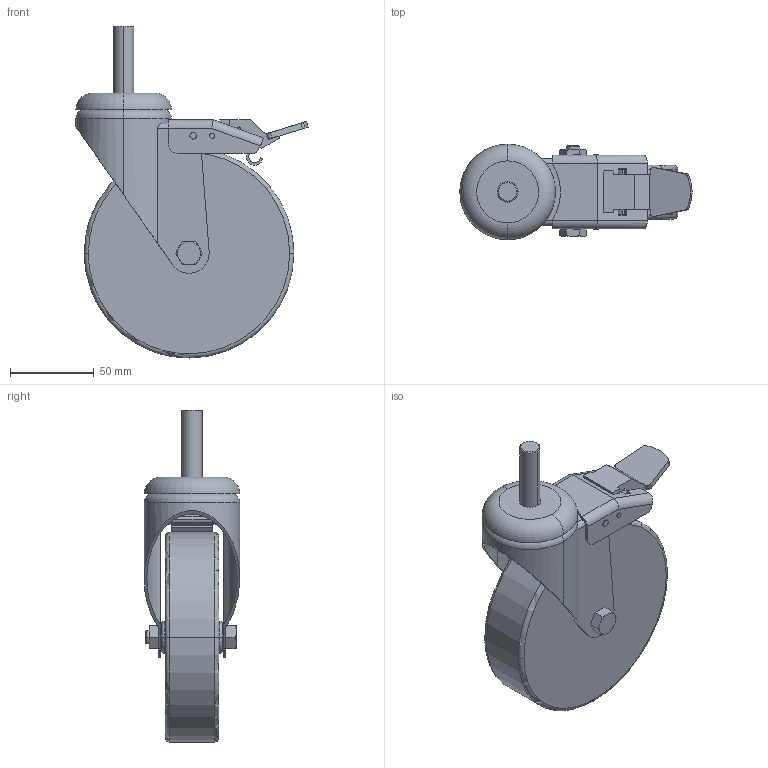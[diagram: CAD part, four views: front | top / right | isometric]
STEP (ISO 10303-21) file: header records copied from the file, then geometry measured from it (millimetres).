
FILE_DESCRIPTION (( 'STEP AP203' ), '1' );
FILE_NAME ('3_842_515_367_Bosch.step', '2024-06-10T08:40:10', ( '' ), ( '' ), 'SwSTEP 2.0', 'SolidWorks 2014', '' );
FILE_SCHEMA (( 'CONFIG_CONTROL_DESIGN' ));
Length unit declared in the file: millimetre
Products named in the file (1): 3_842_515_367_Bosch
Bounding box: 138.5 x 57 x 198 mm (x, y, z)
Volume: 451956 mm3; surface area: 82156.1 mm2
Topology: 1 solids, 1 shells, 237 faces, 602 edges, 391 vertices
Faces by surface type: plane 115, cylinder 86, cone 22, torus 14
Entity records: 8481 total; most frequent: CARTESIAN_POINT 2589, DIRECTION 1240, ORIENTED_EDGE 1204, EDGE_CURVE 602, AXIS2_PLACEMENT_3D 454, VERTEX_POINT 391, LINE 332, VECTOR 332
